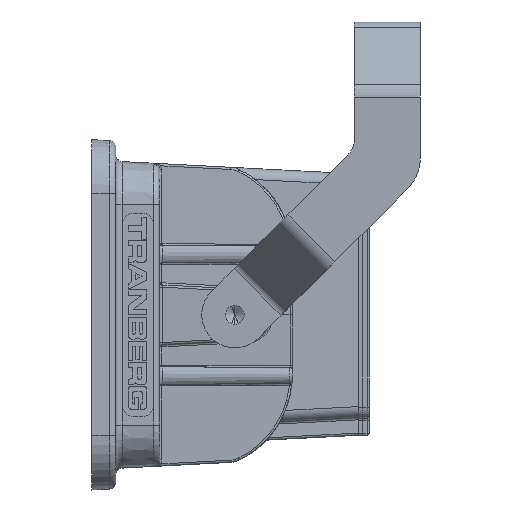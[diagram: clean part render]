
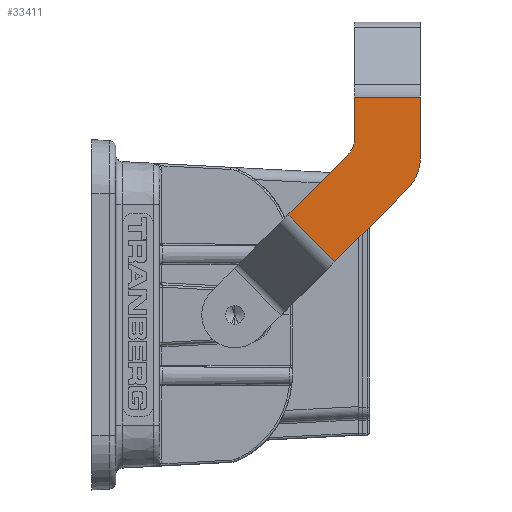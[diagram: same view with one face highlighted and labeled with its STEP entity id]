
A CAD part, left-side view. The second image highlights one B-rep face of the part: STEP entity #33411.
In plain terms, the highlighted face is planar.
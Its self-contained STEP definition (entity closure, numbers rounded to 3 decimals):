
#824 = VECTOR ( 'NONE', #19118, 1000. ) ;
#1056 = ORIENTED_EDGE ( 'NONE', *, *, #16594, .F. ) ;
#1080 = AXIS2_PLACEMENT_3D ( 'NONE', #19711, #51658, #7212 ) ;
#1349 = VERTEX_POINT ( 'NONE', #16467 ) ;
#3053 = ORIENTED_EDGE ( 'NONE', *, *, #13154, .F. ) ;
#3808 = CARTESIAN_POINT ( 'NONE',  ( 156.879, 34.192, 15. ) ) ;
#4197 = VECTOR ( 'NONE', #5897, 1000. ) ;
#5089 = CARTESIAN_POINT ( 'NONE',  ( 156.879, 60.381, -17.929 ) ) ;
#5803 = CARTESIAN_POINT ( 'NONE',  ( 156.879, 55.879, 15. ) ) ;
#5897 = DIRECTION ( 'NONE',  ( 0., -1., 0. ) ) ;
#6015 = VECTOR ( 'NONE', #20485, 1000. ) ;
#6538 = DIRECTION ( 'NONE',  ( 1., 0., 0. ) ) ;
#7068 = CARTESIAN_POINT ( 'NONE',  ( 156.879, 61.594, -5. ) ) ;
#7212 = DIRECTION ( 'NONE',  ( 0., 1., 0. ) ) ;
#8580 = VECTOR ( 'NONE', #26687, 1000. ) ;
#9121 = DIRECTION ( 'NONE',  ( 0., 0.707, 0.707 ) ) ;
#9956 = EDGE_LOOP ( 'NONE', ( #35278, #19247, #3053, #32555, #1056, #48791, #44153, #49095 ) ) ;
#10987 = VERTEX_POINT ( 'NONE', #5089 ) ;
#12279 = LINE ( 'NONE', #28197, #33324 ) ;
#13154 = EDGE_CURVE ( 'NONE', #21229, #35926, #46590, .T. ) ;
#13291 = DIRECTION ( 'NONE',  ( 1., 0., 0. ) ) ;
#15941 = FACE_OUTER_BOUND ( 'NONE', #9956, .T. ) ;
#16467 = CARTESIAN_POINT ( 'NONE',  ( 156.879, 75.737, 9.142 ) ) ;
#16594 = EDGE_CURVE ( 'NONE', #45997, #24871, #21825, .T. ) ;
#16825 = LINE ( 'NONE', #44296, #6015 ) ;
#18829 = CARTESIAN_POINT ( 'NONE',  ( 156.879, 61.594, 15. ) ) ;
#18867 = CARTESIAN_POINT ( 'NONE',  ( 156.879, 84.021, -41.569 ) ) ;
#19118 = DIRECTION ( 'NONE',  ( 0., 0.707, -0.707 ) ) ;
#19247 = ORIENTED_EDGE ( 'NONE', *, *, #23175, .T. ) ;
#19711 = CARTESIAN_POINT ( 'NONE',  ( 156.879, 53.31, -25. ) ) ;
#20162 = EDGE_CURVE ( 'NONE', #21229, #24871, #26006, .T. ) ;
#20485 = DIRECTION ( 'NONE',  ( 0., -0.707, 0.707 ) ) ;
#21229 = VERTEX_POINT ( 'NONE', #3808 ) ;
#21338 = EDGE_CURVE ( 'NONE', #22410, #1349, #16825, .T. ) ;
#21825 = LINE ( 'NONE', #37792, #4197 ) ;
#21924 = DIRECTION ( 'NONE',  ( 0., 1., 0. ) ) ;
#22410 = VERTEX_POINT ( 'NONE', #29904 ) ;
#23175 = EDGE_CURVE ( 'NONE', #1349, #35926, #37926, .T. ) ;
#24277 = CARTESIAN_POINT ( 'NONE',  ( 156.879, 4.707, 0. ) ) ;
#24871 = VERTEX_POINT ( 'NONE', #49525 ) ;
#25475 = DIRECTION ( 'NONE',  ( 0., 0., -1. ) ) ;
#26006 = LINE ( 'NONE', #49832, #42386 ) ;
#26293 = CARTESIAN_POINT ( 'NONE',  ( 156.879, 53.31, -15. ) ) ;
#26687 = DIRECTION ( 'NONE',  ( 0., 1., 0. ) ) ;
#27376 = EDGE_CURVE ( 'NONE', #27593, #22410, #12279, .T. ) ;
#27593 = VERTEX_POINT ( 'NONE', #34222 ) ;
#28197 = CARTESIAN_POINT ( 'NONE',  ( 156.879, 87.556, -45.104 ) ) ;
#28275 = EDGE_CURVE ( 'NONE', #10987, #27593, #42399, .T. ) ;
#28683 = AXIS2_PLACEMENT_3D ( 'NONE', #7068, #6538, #50478 ) ;
#29904 = CARTESIAN_POINT ( 'NONE',  ( 156.879, 108.77, -23.891 ) ) ;
#31383 = EDGE_CURVE ( 'NONE', #45997, #10987, #32778, .T. ) ;
#31895 = PLANE ( 'NONE',  #45359 ) ;
#32555 = ORIENTED_EDGE ( 'NONE', *, *, #20162, .T. ) ;
#32778 = CIRCLE ( 'NONE', #1080, 10. ) ;
#33324 = VECTOR ( 'NONE', #9121, 1000. ) ;
#33411 = ADVANCED_FACE ( 'NONE', ( #15941 ), #31895, .T. ) ;
#34222 = CARTESIAN_POINT ( 'NONE',  ( 156.879, 87.556, -45.104 ) ) ;
#35278 = ORIENTED_EDGE ( 'NONE', *, *, #21338, .T. ) ;
#35926 = VERTEX_POINT ( 'NONE', #18829 ) ;
#37792 = CARTESIAN_POINT ( 'NONE',  ( 156.879, 32.536, -15. ) ) ;
#37926 = CIRCLE ( 'NONE', #28683, 20. ) ;
#42386 = VECTOR ( 'NONE', #25475, 1000. ) ;
#42399 = LINE ( 'NONE', #18867, #824 ) ;
#44153 = ORIENTED_EDGE ( 'NONE', *, *, #28275, .T. ) ;
#44296 = CARTESIAN_POINT ( 'NONE',  ( 156.879, 69.879, 15. ) ) ;
#45359 = AXIS2_PLACEMENT_3D ( 'NONE', #24277, #13291, #21924 ) ;
#45997 = VERTEX_POINT ( 'NONE', #26293 ) ;
#46590 = LINE ( 'NONE', #5803, #8580 ) ;
#48791 = ORIENTED_EDGE ( 'NONE', *, *, #31383, .T. ) ;
#49095 = ORIENTED_EDGE ( 'NONE', *, *, #27376, .T. ) ;
#49525 = CARTESIAN_POINT ( 'NONE',  ( 156.879, 34.192, -15. ) ) ;
#49832 = CARTESIAN_POINT ( 'NONE',  ( 156.879, 34.192, 0. ) ) ;
#50478 = DIRECTION ( 'NONE',  ( 0., 1., 0. ) ) ;
#51658 = DIRECTION ( 'NONE',  ( -1., 0., 0. ) ) ;
